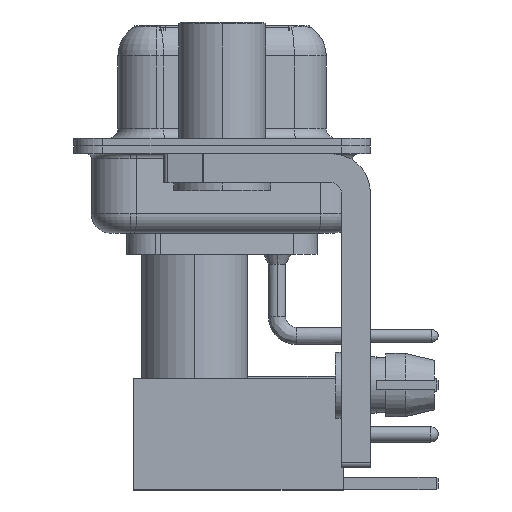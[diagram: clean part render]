
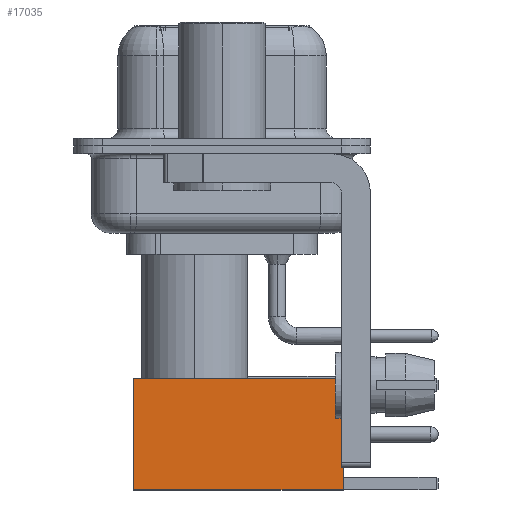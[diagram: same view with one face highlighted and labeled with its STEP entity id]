
A CAD part, left-side view. The second image highlights one B-rep face of the part: STEP entity #17035.
In plain terms, the highlighted face is planar.
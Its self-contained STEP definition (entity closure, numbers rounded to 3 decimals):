
#619 = DIRECTION ( 'NONE',  ( 0., 0., -1. ) ) ;
#650 = VECTOR ( 'NONE', #27735, 1000. ) ;
#1148 = VERTEX_POINT ( 'NONE', #18221 ) ;
#2393 = CARTESIAN_POINT ( 'NONE',  ( 0., 2.875, 10.82 ) ) ;
#2786 = ORIENTED_EDGE ( 'NONE', *, *, #17021, .F. ) ;
#5615 = VECTOR ( 'NONE', #27552, 1000. ) ;
#6489 = LINE ( 'NONE', #16031, #34997 ) ;
#8658 = DIRECTION ( 'NONE',  ( 0., 1., 0. ) ) ;
#11718 = PLANE ( 'NONE',  #13285 ) ;
#13285 = AXIS2_PLACEMENT_3D ( 'NONE', #36470, #8658, #32385 ) ;
#14768 = DIRECTION ( 'NONE',  ( -1., 0., 0. ) ) ;
#14863 = CARTESIAN_POINT ( 'NONE',  ( -2.875, 2.875, 10.82 ) ) ;
#16031 = CARTESIAN_POINT ( 'NONE',  ( 2.875, 2.875, 0. ) ) ;
#17021 = EDGE_CURVE ( 'NONE', #17449, #32698, #30139, .T. ) ;
#17035 = ADVANCED_FACE ( 'NONE', ( #39491 ), #11718, .T. ) ;
#17449 = VERTEX_POINT ( 'NONE', #34974 ) ;
#18153 = EDGE_CURVE ( 'NONE', #32698, #21297, #37124, .T. ) ;
#18221 = CARTESIAN_POINT ( 'NONE',  ( 2.875, 2.875, 0. ) ) ;
#19133 = CARTESIAN_POINT ( 'NONE',  ( -2.875, 2.875, 0. ) ) ;
#21297 = VERTEX_POINT ( 'NONE', #19133 ) ;
#22932 = EDGE_CURVE ( 'NONE', #17449, #1148, #6489, .T. ) ;
#23171 = EDGE_CURVE ( 'NONE', #1148, #21297, #36706, .T. ) ;
#23193 = ORIENTED_EDGE ( 'NONE', *, *, #23171, .T. ) ;
#25252 = ORIENTED_EDGE ( 'NONE', *, *, #18153, .F. ) ;
#27552 = DIRECTION ( 'NONE',  ( 0., 0., -1. ) ) ;
#27735 = DIRECTION ( 'NONE',  ( -1., 0., 0. ) ) ;
#27984 = EDGE_LOOP ( 'NONE', ( #32363, #23193, #25252, #2786 ) ) ;
#30139 = LINE ( 'NONE', #2393, #35979 ) ;
#30999 = CARTESIAN_POINT ( 'NONE',  ( -2.875, 2.875, 0. ) ) ;
#32363 = ORIENTED_EDGE ( 'NONE', *, *, #22932, .T. ) ;
#32385 = DIRECTION ( 'NONE',  ( 0., 0., 1. ) ) ;
#32698 = VERTEX_POINT ( 'NONE', #14863 ) ;
#34974 = CARTESIAN_POINT ( 'NONE',  ( 2.875, 2.875, 10.82 ) ) ;
#34997 = VECTOR ( 'NONE', #619, 1000. ) ;
#35979 = VECTOR ( 'NONE', #14768, 1000. ) ;
#36470 = CARTESIAN_POINT ( 'NONE',  ( 2.875, 2.875, 0. ) ) ;
#36706 = LINE ( 'NONE', #39732, #650 ) ;
#37124 = LINE ( 'NONE', #30999, #5615 ) ;
#39491 = FACE_OUTER_BOUND ( 'NONE', #27984, .T. ) ;
#39732 = CARTESIAN_POINT ( 'NONE',  ( 0., 2.875, 0. ) ) ;
